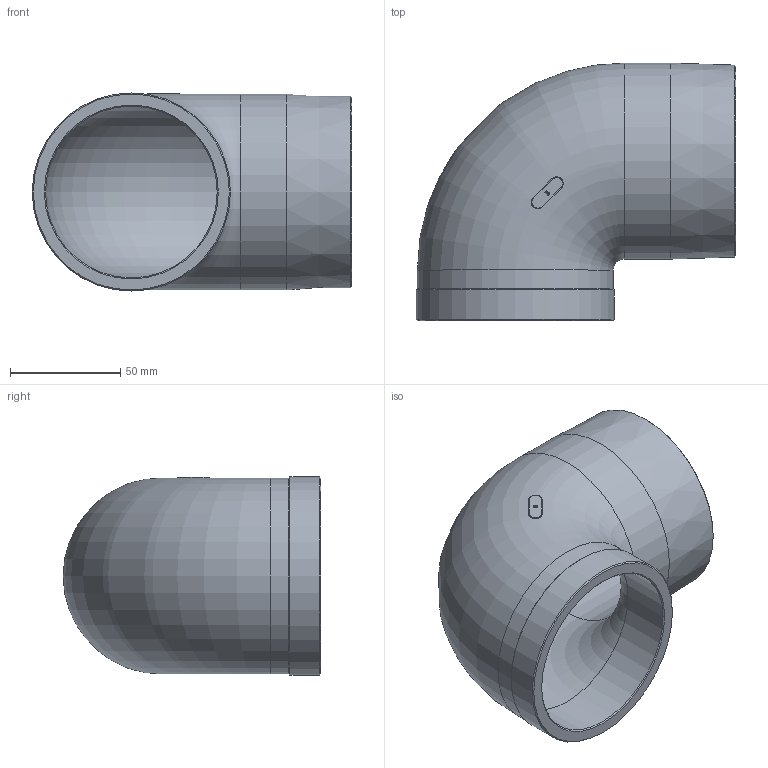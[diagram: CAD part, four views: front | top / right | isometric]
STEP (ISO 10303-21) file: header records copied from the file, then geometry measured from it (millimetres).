
FILE_DESCRIPTION(/* description */ ('Unknown'),/* implementation_level */ '2;1');
FILE_NAME(/* name */ 'R-304- DN80',/* time_stamp */ '2020-10-06T15:43:49+08:00',/* author */ ('Unknown'),/* organization */ ('Unknown'),/* preprocessor_version */ 'ST-DEVELOPER v16.7',/* originating_system */ 'DEX',/* authorisation */ $);
FILE_SCHEMA (('AUTOMOTIVE_DESIGN {1 0 10303 214 3 1 1}'));
Length unit declared in the file: millimetre
Products named in the file (1): R-304- DN80
Bounding box: 144.95 x 116.85 x 89.9 mm (x, y, z)
Volume: 216012.5 mm3; surface area: 81787.4 mm2
Topology: 1 solids, 1 shells, 44 faces, 110 edges, 69 vertices
Faces by surface type: bspline 16, cylinder 11, plane 8, cone 5, torus 4
Full cylindrical faces by diameter (mm): 77.9 x2, 88.9 x2, 89.9 x1
Entity records: 1440 total; most frequent: CARTESIAN_POINT 547, ORIENTED_EDGE 184, DIRECTION 136, EDGE_CURVE 92, VERTEX_POINT 64, EDGE_LOOP 60, FACE_BOUND 60, AXIS2_PLACEMENT_3D 53
